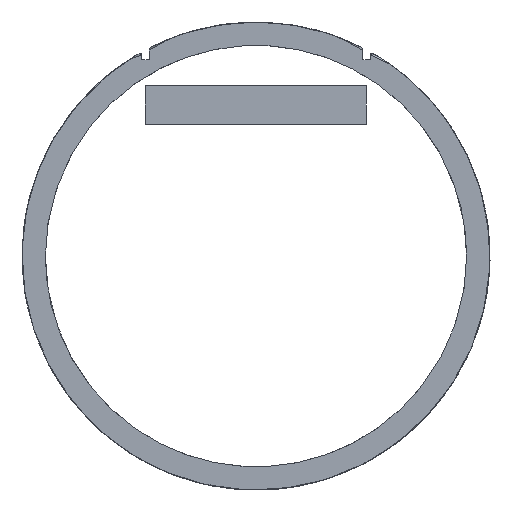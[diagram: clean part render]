
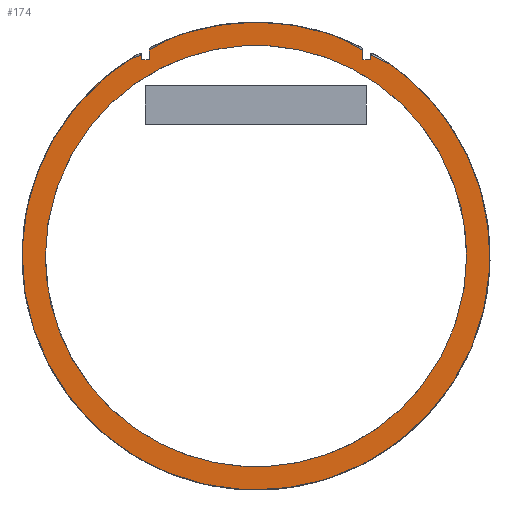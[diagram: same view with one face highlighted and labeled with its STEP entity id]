
A CAD part, left-side view. The second image highlights one B-rep face of the part: STEP entity #174.
In plain terms, the highlighted planar face has unit normal (-1, 0, 0).
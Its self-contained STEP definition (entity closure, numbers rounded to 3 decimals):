
#11=FACE_BOUND('',#263,.T.);
#15=(
BOUNDED_CURVE()
B_SPLINE_CURVE(2,(#1124,#1125,#1126,#1127,#1128,#1129,#1130),
 .UNSPECIFIED.,.F.,.F.)
B_SPLINE_CURVE_WITH_KNOTS((3,2,2,3),(208.53,208.972,
232.192,232.617),.UNSPECIFIED.)
CURVE()
GEOMETRIC_REPRESENTATION_ITEM()
RATIONAL_B_SPLINE_CURVE((1.,0.851,1.,0.894,1.,0.863,
1.))
REPRESENTATION_ITEM('')
);
#19=(
BOUNDED_CURVE()
B_SPLINE_CURVE(2,(#1138,#1139,#1140),.UNSPECIFIED.,.F.,.F.)
B_SPLINE_CURVE_WITH_KNOTS((3,3),(232.617,233.659),
 .UNSPECIFIED.)
CURVE()
GEOMETRIC_REPRESENTATION_ITEM()
RATIONAL_B_SPLINE_CURVE((1.,1.,1.))
REPRESENTATION_ITEM('')
);
#22=(
BOUNDED_CURVE()
B_SPLINE_CURVE(2,(#1146,#1147,#1148),.UNSPECIFIED.,.F.,.F.)
B_SPLINE_CURVE_WITH_KNOTS((3,3),(233.659,234.436),
 .UNSPECIFIED.)
CURVE()
GEOMETRIC_REPRESENTATION_ITEM()
RATIONAL_B_SPLINE_CURVE((1.,1.,1.))
REPRESENTATION_ITEM('')
);
#25=(
BOUNDED_CURVE()
B_SPLINE_CURVE(2,(#1154,#1155,#1156),.UNSPECIFIED.,.F.,.F.)
B_SPLINE_CURVE_WITH_KNOTS((3,3),(234.436,234.94),
 .UNSPECIFIED.)
CURVE()
GEOMETRIC_REPRESENTATION_ITEM()
RATIONAL_B_SPLINE_CURVE((1.,1.,1.))
REPRESENTATION_ITEM('')
);
#28=(
BOUNDED_CURVE()
B_SPLINE_CURVE(2,(#1164,#1165,#1166,#1167,#1168,#1169,#1170,#1171,#1172,
#1173,#1174,#1175,#1176,#1177,#1178,#1179,#1180,#1181,#1182,#1183,#1184),
 .UNSPECIFIED.,.F.,.F.)
B_SPLINE_CURVE_WITH_KNOTS((3,2,2,2,2,2,2,2,2,2,3),(234.94,235.149,
235.359,261.289,281.049,300.809,320.569,
340.329,366.259,366.468,366.677),
 .UNSPECIFIED.)
CURVE()
GEOMETRIC_REPRESENTATION_ITEM()
RATIONAL_B_SPLINE_CURVE((1.,0.866,1.,0.866,1.,0.869,
1.,0.923,1.,0.923,1.,0.923,1.,0.923,
1.,0.869,1.,0.866,1.,0.866,1.))
REPRESENTATION_ITEM('')
);
#31=(
BOUNDED_CURVE()
B_SPLINE_CURVE(2,(#1190,#1191,#1192),.UNSPECIFIED.,.F.,.F.)
B_SPLINE_CURVE_WITH_KNOTS((3,3),(366.677,367.181),
 .UNSPECIFIED.)
CURVE()
GEOMETRIC_REPRESENTATION_ITEM()
RATIONAL_B_SPLINE_CURVE((1.,1.,1.))
REPRESENTATION_ITEM('')
);
#34=(
BOUNDED_CURVE()
B_SPLINE_CURVE(2,(#1198,#1199,#1200),.UNSPECIFIED.,.F.,.F.)
B_SPLINE_CURVE_WITH_KNOTS((3,3),(367.181,367.959),
 .UNSPECIFIED.)
CURVE()
GEOMETRIC_REPRESENTATION_ITEM()
RATIONAL_B_SPLINE_CURVE((1.,1.,1.))
REPRESENTATION_ITEM('')
);
#36=(
BOUNDED_CURVE()
B_SPLINE_CURVE(2,(#1204,#1205,#1206),.UNSPECIFIED.,.F.,.F.)
B_SPLINE_CURVE_WITH_KNOTS((3,3),(367.959,368.977),
 .UNSPECIFIED.)
CURVE()
GEOMETRIC_REPRESENTATION_ITEM()
RATIONAL_B_SPLINE_CURVE((1.,1.,1.))
REPRESENTATION_ITEM('')
);
#94=(
BOUNDED_CURVE()
B_SPLINE_CURVE(2,(#1386,#1387,#1388,#1389,#1390),.UNSPECIFIED.,.F.,.F.)
B_SPLINE_CURVE_WITH_KNOTS((3,2,3),(0.,35.343,70.686),
 .UNSPECIFIED.)
CURVE()
GEOMETRIC_REPRESENTATION_ITEM()
RATIONAL_B_SPLINE_CURVE((1.,0.707,1.,0.707,1.))
REPRESENTATION_ITEM('')
);
#98=(
BOUNDED_CURVE()
B_SPLINE_CURVE(2,(#1400,#1401,#1402,#1403,#1404),.UNSPECIFIED.,.F.,.F.)
B_SPLINE_CURVE_WITH_KNOTS((3,2,3),(70.686,106.029,141.372),
 .UNSPECIFIED.)
CURVE()
GEOMETRIC_REPRESENTATION_ITEM()
RATIONAL_B_SPLINE_CURVE((1.,0.707,1.,0.707,1.))
REPRESENTATION_ITEM('')
);
#174=ADVANCED_FACE('',(#218,#11),#668,.T.);
#218=FACE_OUTER_BOUND('',#262,.T.);
#262=EDGE_LOOP('',(#355,#356,#357,#358,#359,#360,#361,#362));
#263=EDGE_LOOP('',(#363,#364));
#355=ORIENTED_EDGE('',*,*,#506,.T.);
#356=ORIENTED_EDGE('',*,*,#510,.T.);
#357=ORIENTED_EDGE('',*,*,#513,.T.);
#358=ORIENTED_EDGE('',*,*,#516,.T.);
#359=ORIENTED_EDGE('',*,*,#519,.T.);
#360=ORIENTED_EDGE('',*,*,#522,.T.);
#361=ORIENTED_EDGE('',*,*,#525,.T.);
#362=ORIENTED_EDGE('',*,*,#527,.T.);
#363=ORIENTED_EDGE('',*,*,#585,.T.);
#364=ORIENTED_EDGE('',*,*,#589,.T.);
#506=EDGE_CURVE('',#614,#613,#15,.T.);
#510=EDGE_CURVE('',#613,#616,#19,.T.);
#513=EDGE_CURVE('',#616,#618,#22,.T.);
#516=EDGE_CURVE('',#618,#620,#25,.T.);
#519=EDGE_CURVE('',#620,#622,#28,.T.);
#522=EDGE_CURVE('',#622,#624,#31,.T.);
#525=EDGE_CURVE('',#624,#626,#34,.T.);
#527=EDGE_CURVE('',#626,#614,#36,.T.);
#585=EDGE_CURVE('',#658,#660,#94,.T.);
#589=EDGE_CURVE('',#660,#658,#98,.T.);
#613=VERTEX_POINT('',#1070);
#614=VERTEX_POINT('',#1071);
#616=VERTEX_POINT('',#1073);
#618=VERTEX_POINT('',#1075);
#620=VERTEX_POINT('',#1077);
#622=VERTEX_POINT('',#1079);
#624=VERTEX_POINT('',#1081);
#626=VERTEX_POINT('',#1083);
#658=VERTEX_POINT('',#1115);
#660=VERTEX_POINT('',#1117);
#668=PLANE('',#696);
#696=AXIS2_PLACEMENT_3D('',#842,#707,$);
#707=DIRECTION('',(-1.,0.,0.));
#842=CARTESIAN_POINT('',(-592.,-31.25,31.25));
#1070=CARTESIAN_POINT('',(-592.,11.413,22.015));
#1071=CARTESIAN_POINT('',(-592.,-11.423,21.992));
#1073=CARTESIAN_POINT('',(-592.,11.417,20.974));
#1075=CARTESIAN_POINT('',(-592.,12.195,20.974));
#1077=CARTESIAN_POINT('',(-592.,12.2,21.477));
#1079=CARTESIAN_POINT('',(-592.,-12.2,21.477));
#1081=CARTESIAN_POINT('',(-592.,-12.2,20.974));
#1083=CARTESIAN_POINT('',(-592.,-11.423,20.974));
#1115=CARTESIAN_POINT('',(-592.,22.5,0.));
#1117=CARTESIAN_POINT('',(-592.,-22.5,0.));
#1124=CARTESIAN_POINT('',(-592.,-11.423,21.992));
#1125=CARTESIAN_POINT('',(-592.,-11.423,22.239));
#1126=CARTESIAN_POINT('',(-592.,-11.202,22.35));
#1127=CARTESIAN_POINT('',(-592.,-0.006,27.961));
#1128=CARTESIAN_POINT('',(-592.,11.192,22.355));
#1129=CARTESIAN_POINT('',(-592.,11.402,22.25));
#1130=CARTESIAN_POINT('',(-592.,11.413,22.015));
#1138=CARTESIAN_POINT('',(-592.,11.413,22.015));
#1139=CARTESIAN_POINT('',(-592.,11.415,21.494));
#1140=CARTESIAN_POINT('',(-592.,11.417,20.974));
#1146=CARTESIAN_POINT('',(-592.,11.417,20.974));
#1147=CARTESIAN_POINT('',(-592.,11.806,20.974));
#1148=CARTESIAN_POINT('',(-592.,12.195,20.974));
#1154=CARTESIAN_POINT('',(-592.,12.195,20.974));
#1155=CARTESIAN_POINT('',(-592.,12.197,21.226));
#1156=CARTESIAN_POINT('',(-592.,12.2,21.477));
#1164=CARTESIAN_POINT('',(-592.,12.2,21.477));
#1165=CARTESIAN_POINT('',(-592.,12.2,21.593));
#1166=CARTESIAN_POINT('',(-592.,12.3,21.651));
#1167=CARTESIAN_POINT('',(-592.,12.4,21.708));
#1168=CARTESIAN_POINT('',(-592.,12.5,21.651));
#1169=CARTESIAN_POINT('',(-592.,24.856,14.517));
#1170=CARTESIAN_POINT('',(-592.,24.999,0.25));
#1171=CARTESIAN_POINT('',(-592.,25.103,-10.178));
#1172=CARTESIAN_POINT('',(-592.,17.766,-17.589));
#1173=CARTESIAN_POINT('',(-592.,10.429,-25.));
#1174=CARTESIAN_POINT('',(-592.,0.,-25.));
#1175=CARTESIAN_POINT('',(-592.,-10.429,-25.));
#1176=CARTESIAN_POINT('',(-592.,-17.766,-17.589));
#1177=CARTESIAN_POINT('',(-592.,-25.103,-10.178));
#1178=CARTESIAN_POINT('',(-592.,-24.999,0.25));
#1179=CARTESIAN_POINT('',(-592.,-24.856,14.517));
#1180=CARTESIAN_POINT('',(-592.,-12.5,21.651));
#1181=CARTESIAN_POINT('',(-592.,-12.4,21.708));
#1182=CARTESIAN_POINT('',(-592.,-12.3,21.651));
#1183=CARTESIAN_POINT('',(-592.,-12.2,21.593));
#1184=CARTESIAN_POINT('',(-592.,-12.2,21.477));
#1190=CARTESIAN_POINT('',(-592.,-12.2,21.477));
#1191=CARTESIAN_POINT('',(-592.,-12.2,21.226));
#1192=CARTESIAN_POINT('',(-592.,-12.2,20.974));
#1198=CARTESIAN_POINT('',(-592.,-12.2,20.974));
#1199=CARTESIAN_POINT('',(-592.,-11.811,20.974));
#1200=CARTESIAN_POINT('',(-592.,-11.423,20.974));
#1204=CARTESIAN_POINT('',(-592.,-11.423,20.974));
#1205=CARTESIAN_POINT('',(-592.,-11.423,21.483));
#1206=CARTESIAN_POINT('',(-592.,-11.423,21.992));
#1386=CARTESIAN_POINT('',(-592.,22.5,0.));
#1387=CARTESIAN_POINT('',(-592.,22.5,22.5));
#1388=CARTESIAN_POINT('',(-592.,0.,22.5));
#1389=CARTESIAN_POINT('',(-592.,-22.5,22.5));
#1390=CARTESIAN_POINT('',(-592.,-22.5,0.));
#1400=CARTESIAN_POINT('',(-592.,-22.5,0.));
#1401=CARTESIAN_POINT('',(-592.,-22.5,-22.5));
#1402=CARTESIAN_POINT('',(-592.,0.,-22.5));
#1403=CARTESIAN_POINT('',(-592.,22.5,-22.5));
#1404=CARTESIAN_POINT('',(-592.,22.5,0.));
